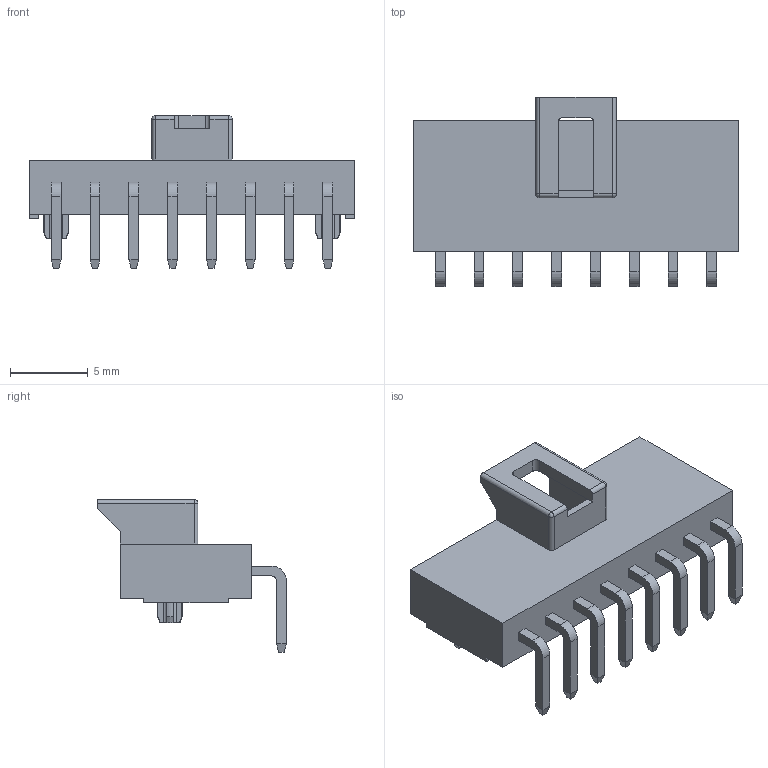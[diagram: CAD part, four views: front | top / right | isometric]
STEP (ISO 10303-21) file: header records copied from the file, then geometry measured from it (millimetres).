
FILE_DESCRIPTION(('FreeCAD Model'),'2;1');
FILE_NAME('1053131208.step','2017-10-21T23:22:39',( 'kicad StepUp'),('ksu MCAD'),'Open CASCADE STEP processor 6.8', 'FreeCAD','Unknown');
FILE_SCHEMA(('AUTOMOTIVE_DESIGN_CC2 { 1 2 10303 214 -1 1 5 4 }'));
Length unit declared in the file: millimetre
Products named in the file (1): 1053131208
Bounding box: 20.94 x 12.16 x 9.84 mm (x, y, z)
Volume: 444.4 mm3; surface area: 1339.8 mm2
Topology: 1 solids, 1 shells, 301 faces, 762 edges, 484 vertices
Faces by surface type: plane 251, cylinder 40, cone 8, sphere 2
Entity records: 8905 total; most frequent: CARTESIAN_POINT 1612, ORIENTED_EDGE 1524, DIRECTION 1438, EDGE_CURVE 762, LINE 658, VECTOR 658, VERTEX_POINT 484, AXIS2_PLACEMENT_3D 390
